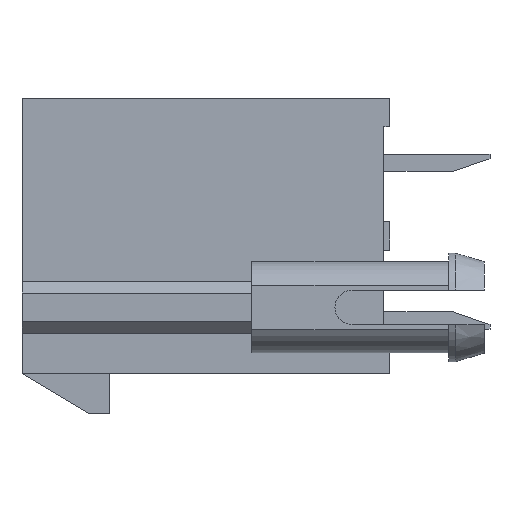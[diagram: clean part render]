
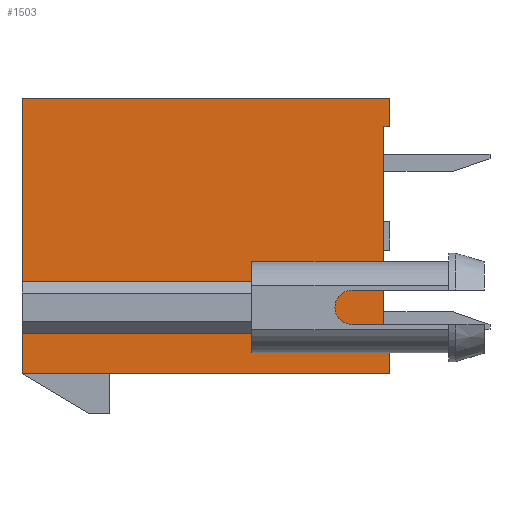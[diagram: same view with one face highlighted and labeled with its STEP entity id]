
A CAD part, left-side view. The second image highlights one B-rep face of the part: STEP entity #1503.
In plain terms, the highlighted planar face has unit normal (-1, 0, 0).
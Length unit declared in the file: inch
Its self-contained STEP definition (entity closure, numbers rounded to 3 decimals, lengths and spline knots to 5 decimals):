
#2 = EDGE_CURVE ( 'NONE', #984, #31, #4204, .T. ) ;
#31 = VERTEX_POINT ( 'NONE', #893 ) ;
#65 = LINE ( 'NONE', #4281, #2614 ) ;
#149 = VECTOR ( 'NONE', #3715, 39.37008 ) ;
#167 = VERTEX_POINT ( 'NONE', #559 ) ;
#173 = VECTOR ( 'NONE', #639, 39.37008 ) ;
#184 = AXIS2_PLACEMENT_3D ( 'NONE', #3852, #1484, #2476 ) ;
#195 = LINE ( 'NONE', #1607, #355 ) ;
#225 = VERTEX_POINT ( 'NONE', #3877 ) ;
#233 = DIRECTION ( 'NONE',  ( 0., 1., 0. ) ) ;
#263 = CARTESIAN_POINT ( 'NONE',  ( -0.1063, 0.18898, -0.13346 ) ) ;
#274 = VECTOR ( 'NONE', #311, 39.37008 ) ;
#286 = VERTEX_POINT ( 'NONE', #900 ) ;
#301 = DIRECTION ( 'NONE',  ( 0., 0., 1. ) ) ;
#306 = CARTESIAN_POINT ( 'NONE',  ( -0.1063, 0., 0.14961 ) ) ;
#311 = DIRECTION ( 'NONE',  ( 0., 0., -1. ) ) ;
#322 = VECTOR ( 'NONE', #1177, 39.37008 ) ;
#355 = VECTOR ( 'NONE', #1590, 39.37008 ) ;
#377 = LINE ( 'NONE', #3760, #3805 ) ;
#455 = ORIENTED_EDGE ( 'NONE', *, *, #3370, .F. ) ;
#553 = ORIENTED_EDGE ( 'NONE', *, *, #1430, .F. ) ;
#559 = CARTESIAN_POINT ( 'NONE',  ( -0.1063, 0.1063, -0.14272 ) ) ;
#580 = CARTESIAN_POINT ( 'NONE',  ( -0.1063, 0., 0.14961 ) ) ;
#593 = ORIENTED_EDGE ( 'NONE', *, *, #4143, .F. ) ;
#594 = DIRECTION ( 'NONE',  ( 0., 0., -1. ) ) ;
#639 = DIRECTION ( 'NONE',  ( 0., 1., 0. ) ) ;
#688 = CARTESIAN_POINT ( 'NONE',  ( -0.1063, 0.50394, 0.18898 ) ) ;
#730 = LINE ( 'NONE', #2295, #1973 ) ;
#740 = ORIENTED_EDGE ( 'NONE', *, *, #1454, .T. ) ;
#775 = VERTEX_POINT ( 'NONE', #820 ) ;
#778 = CARTESIAN_POINT ( 'NONE',  ( -0.1063, 0.38386, -0.18898 ) ) ;
#801 = ORIENTED_EDGE ( 'NONE', *, *, #1111, .F. ) ;
#820 = CARTESIAN_POINT ( 'NONE',  ( -0.1063, 0.50394, -0.13346 ) ) ;
#829 = EDGE_CURVE ( 'NONE', #2977, #2699, #3437, .T. ) ;
#856 = ORIENTED_EDGE ( 'NONE', *, *, #2438, .T. ) ;
#888 = EDGE_LOOP ( 'NONE', ( #593, #3342, #2913, #3896, #3804, #455, #1879, #801, #856, #4044, #3445, #2201, #2045, #740, #2881, #553 ) ) ;
#893 = CARTESIAN_POINT ( 'NONE',  ( -0.1063, 0., 0.18898 ) ) ;
#900 = CARTESIAN_POINT ( 'NONE',  ( -0.1063, 0., -0.14961 ) ) ;
#919 = CARTESIAN_POINT ( 'NONE',  ( -0.1063, 0.18898, -0.0626 ) ) ;
#974 = DIRECTION ( 'NONE',  ( 0., 0., -1. ) ) ;
#984 = VERTEX_POINT ( 'NONE', #688 ) ;
#986 = VECTOR ( 'NONE', #594, 39.37008 ) ;
#1111 = EDGE_CURVE ( 'NONE', #1783, #2977, #2924, .T. ) ;
#1136 = VERTEX_POINT ( 'NONE', #1632 ) ;
#1161 = CARTESIAN_POINT ( 'NONE',  ( -0.1063, 0.18898, -0.13346 ) ) ;
#1176 = EDGE_CURVE ( 'NONE', #3465, #984, #65, .T. ) ;
#1177 = DIRECTION ( 'NONE',  ( 0., 0., -1. ) ) ;
#1180 = LINE ( 'NONE', #2601, #1869 ) ;
#1373 = VECTOR ( 'NONE', #233, 39.37008 ) ;
#1430 = EDGE_CURVE ( 'NONE', #225, #286, #377, .T. ) ;
#1454 = EDGE_CURVE ( 'NONE', #2640, #1136, #2923, .T. ) ;
#1484 = DIRECTION ( 'NONE',  ( 1., 0., 0. ) ) ;
#1503 = ADVANCED_FACE ( 'NONE', ( #4150 ), #2528, .F. ) ;
#1506 = CARTESIAN_POINT ( 'NONE',  ( -0.1063, 0.50394, -0.0626 ) ) ;
#1529 = EDGE_CURVE ( 'NONE', #2229, #775, #3229, .T. ) ;
#1557 = DIRECTION ( 'NONE',  ( 0., 0., -1. ) ) ;
#1590 = DIRECTION ( 'NONE',  ( 0., -1., 0. ) ) ;
#1607 = CARTESIAN_POINT ( 'NONE',  ( -0.1063, 0., -0.14272 ) ) ;
#1620 = CARTESIAN_POINT ( 'NONE',  ( -0.1063, 0., -0.18898 ) ) ;
#1632 = CARTESIAN_POINT ( 'NONE',  ( -0.1063, 0., -0.18898 ) ) ;
#1756 = VECTOR ( 'NONE', #2078, 39.37008 ) ;
#1772 = VERTEX_POINT ( 'NONE', #2650 ) ;
#1783 = VERTEX_POINT ( 'NONE', #3668 ) ;
#1869 = VECTOR ( 'NONE', #301, 39.37008 ) ;
#1879 = ORIENTED_EDGE ( 'NONE', *, *, #829, .F. ) ;
#1911 = CARTESIAN_POINT ( 'NONE',  ( -0.1063, 0.50394, -0.18898 ) ) ;
#1935 = DIRECTION ( 'NONE',  ( 0., 0., 1. ) ) ;
#1973 = VECTOR ( 'NONE', #974, 39.37008 ) ;
#2045 = ORIENTED_EDGE ( 'NONE', *, *, #2623, .F. ) ;
#2078 = DIRECTION ( 'NONE',  ( 0., -1., 0. ) ) ;
#2168 = CARTESIAN_POINT ( 'NONE',  ( -0.1063, 0.18898, -0.13346 ) ) ;
#2201 = ORIENTED_EDGE ( 'NONE', *, *, #1529, .T. ) ;
#2229 = VERTEX_POINT ( 'NONE', #1161 ) ;
#2266 = DIRECTION ( 'NONE',  ( 0., 1., 0. ) ) ;
#2288 = LINE ( 'NONE', #263, #986 ) ;
#2295 = CARTESIAN_POINT ( 'NONE',  ( -0.1063, 0.1063, -0.24409 ) ) ;
#2321 = CARTESIAN_POINT ( 'NONE',  ( -0.1063, 0., -0.05335 ) ) ;
#2396 = EDGE_CURVE ( 'NONE', #2229, #1772, #2288, .T. ) ;
#2438 = EDGE_CURVE ( 'NONE', #1783, #167, #730, .T. ) ;
#2439 = LINE ( 'NONE', #3368, #149 ) ;
#2476 = DIRECTION ( 'NONE',  ( 0., 0., -1. ) ) ;
#2528 = PLANE ( 'NONE',  #184 ) ;
#2601 = CARTESIAN_POINT ( 'NONE',  ( -0.1063, 0.50394, 0. ) ) ;
#2614 = VECTOR ( 'NONE', #1935, 39.37008 ) ;
#2623 = EDGE_CURVE ( 'NONE', #2640, #775, #1180, .T. ) ;
#2640 = VERTEX_POINT ( 'NONE', #1911 ) ;
#2650 = CARTESIAN_POINT ( 'NONE',  ( -0.1063, 0.18898, -0.14272 ) ) ;
#2653 = VECTOR ( 'NONE', #1557, 39.37008 ) ;
#2682 = LINE ( 'NONE', #306, #173 ) ;
#2699 = VERTEX_POINT ( 'NONE', #4295 ) ;
#2863 = EDGE_CURVE ( 'NONE', #286, #1136, #2439, .T. ) ;
#2881 = ORIENTED_EDGE ( 'NONE', *, *, #2863, .F. ) ;
#2903 = CARTESIAN_POINT ( 'NONE',  ( -0.1063, 0.00787, 0.14961 ) ) ;
#2913 = ORIENTED_EDGE ( 'NONE', *, *, #3162, .F. ) ;
#2923 = LINE ( 'NONE', #778, #3858 ) ;
#2924 = LINE ( 'NONE', #2321, #4153 ) ;
#2977 = VERTEX_POINT ( 'NONE', #4098 ) ;
#3006 = LINE ( 'NONE', #2903, #2653 ) ;
#3015 = CARTESIAN_POINT ( 'NONE',  ( -0.1063, 0.00787, 0.18898 ) ) ;
#3101 = DIRECTION ( 'NONE',  ( 0., -1., 0. ) ) ;
#3146 = LINE ( 'NONE', #919, #1373 ) ;
#3159 = DIRECTION ( 'NONE',  ( 0., 1., 0. ) ) ;
#3162 = EDGE_CURVE ( 'NONE', #31, #3361, #4114, .T. ) ;
#3229 = LINE ( 'NONE', #2168, #3909 ) ;
#3233 = CARTESIAN_POINT ( 'NONE',  ( -0.1063, 0.00787, 0.14961 ) ) ;
#3342 = ORIENTED_EDGE ( 'NONE', *, *, #3658, .F. ) ;
#3361 = VERTEX_POINT ( 'NONE', #580 ) ;
#3368 = CARTESIAN_POINT ( 'NONE',  ( -0.1063, 0., -0.18898 ) ) ;
#3370 = EDGE_CURVE ( 'NONE', #2699, #3465, #3146, .T. ) ;
#3379 = VERTEX_POINT ( 'NONE', #3233 ) ;
#3436 = DIRECTION ( 'NONE',  ( 0., -1., 0. ) ) ;
#3437 = LINE ( 'NONE', #4194, #322 ) ;
#3445 = ORIENTED_EDGE ( 'NONE', *, *, #2396, .F. ) ;
#3465 = VERTEX_POINT ( 'NONE', #1506 ) ;
#3658 = EDGE_CURVE ( 'NONE', #3361, #3379, #2682, .T. ) ;
#3668 = CARTESIAN_POINT ( 'NONE',  ( -0.1063, 0.1063, -0.05335 ) ) ;
#3715 = DIRECTION ( 'NONE',  ( 0., 0., -1. ) ) ;
#3760 = CARTESIAN_POINT ( 'NONE',  ( -0.1063, 0.00787, -0.14961 ) ) ;
#3804 = ORIENTED_EDGE ( 'NONE', *, *, #1176, .F. ) ;
#3805 = VECTOR ( 'NONE', #3436, 39.37008 ) ;
#3852 = CARTESIAN_POINT ( 'NONE',  ( -0.1063, 0., 0. ) ) ;
#3858 = VECTOR ( 'NONE', #3101, 39.37008 ) ;
#3877 = CARTESIAN_POINT ( 'NONE',  ( -0.1063, 0.00787, -0.14961 ) ) ;
#3896 = ORIENTED_EDGE ( 'NONE', *, *, #2, .F. ) ;
#3909 = VECTOR ( 'NONE', #3159, 39.37008 ) ;
#4044 = ORIENTED_EDGE ( 'NONE', *, *, #4187, .F. ) ;
#4098 = CARTESIAN_POINT ( 'NONE',  ( -0.1063, 0.18898, -0.05335 ) ) ;
#4114 = LINE ( 'NONE', #1620, #274 ) ;
#4143 = EDGE_CURVE ( 'NONE', #3379, #225, #3006, .T. ) ;
#4150 = FACE_OUTER_BOUND ( 'NONE', #888, .T. ) ;
#4153 = VECTOR ( 'NONE', #2266, 39.37008 ) ;
#4187 = EDGE_CURVE ( 'NONE', #1772, #167, #195, .T. ) ;
#4194 = CARTESIAN_POINT ( 'NONE',  ( -0.1063, 0.18898, -0.05335 ) ) ;
#4204 = LINE ( 'NONE', #3015, #1756 ) ;
#4281 = CARTESIAN_POINT ( 'NONE',  ( -0.1063, 0.50394, 0. ) ) ;
#4295 = CARTESIAN_POINT ( 'NONE',  ( -0.1063, 0.18898, -0.0626 ) ) ;
